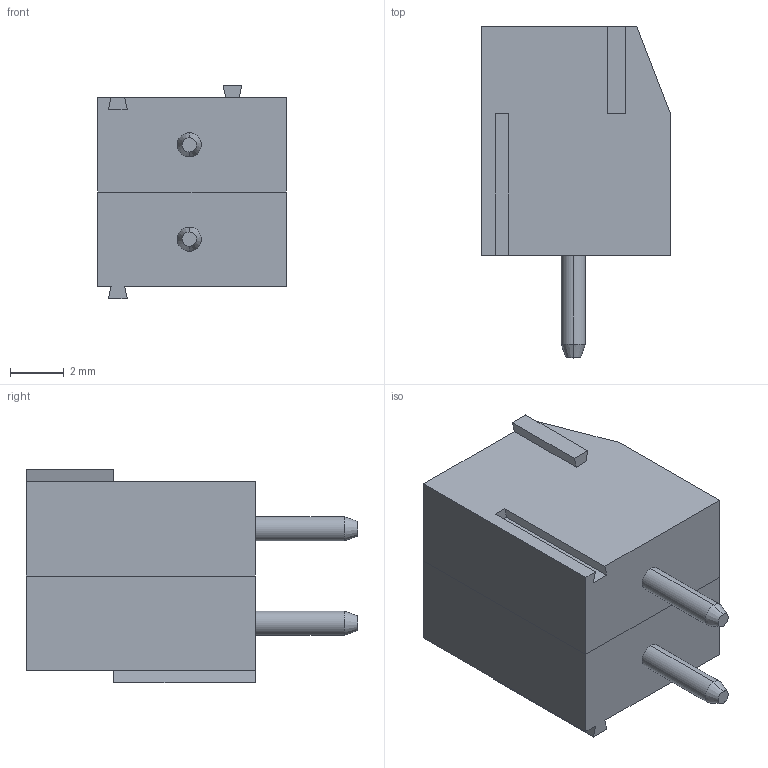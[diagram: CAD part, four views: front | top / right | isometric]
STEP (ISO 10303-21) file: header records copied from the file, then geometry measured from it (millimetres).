
FILE_DESCRIPTION(('CAx-IF Rec.Pracs.---Model Styling and Organization---1.5---2016-08-15','CAx-IF Rec.Pracs.---Geometric and Assembly Validation Properties---4.4---2016-08-17','CAx-IF Rec.Pracs.---User Defined Attributes---1.5---2016-08-15','CAx-IF Rec.Pracs.---External References---2.1---2005-01-19'),'2;1');
FILE_NAME('13412362.step','2024-07-04T13:22:31',('Unspecified'),('Unspecified'),'CAD Exchanger 3.10.2 (cadexchanger.com)','Unspecified','');
FILE_SCHEMA(('AUTOMOTIVE_DESIGN { 1 0 10303 214 1 1 1 1 }'));
Length unit declared in the file: millimetre
Products named in the file (1): CTB30512BK
Bounding box: 7 x 12.3 x 7.9 mm (x, y, z)
Volume: 385.4 mm3; surface area: 546.2 mm2
Topology: 4 solids, 4 shells, 106 faces, 266 edges, 176 vertices
Faces by surface type: plane 82, cylinder 20, cone 4
Entity records: 3667 total; most frequent: CARTESIAN_POINT 549, ORIENTED_EDGE 532, DIRECTION 532, EDGE_CURVE 266, LINE 214, VECTOR 214, VERTEX_POINT 176, AXIS2_PLACEMENT_3D 159
